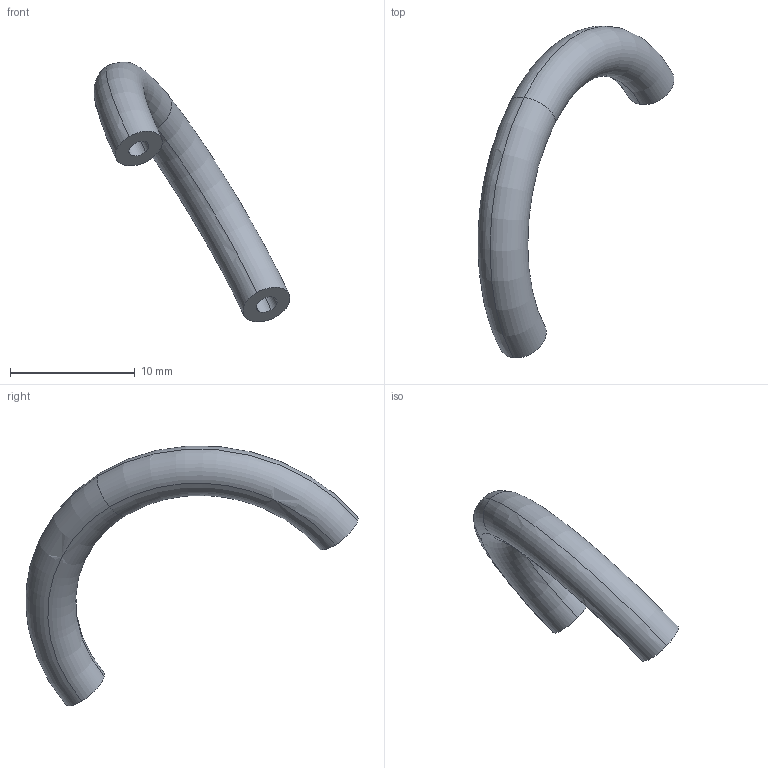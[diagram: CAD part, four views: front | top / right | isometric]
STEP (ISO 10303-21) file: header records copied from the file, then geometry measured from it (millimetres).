
FILE_DESCRIPTION(('produced by SPATIAL CORP'),'2;1');
FILE_NAME('Part31.hh.sat.stp', '2002-04-22T11:46:57+00:00',('SPATIAL CORP'),('SPATIAL CORP'), 'ACIS STEP Husk','http://www.spatial.com','SPATIAL CORP');
FILE_SCHEMA(('CONFIG_CONTROL_DESIGN'));
Length unit declared in the file: millimetre
Products named in the file (1): PRODUCT_ID_1
Bounding box: 15.73 x 26.65 x 20.86 mm (x, y, z)
Volume: 489.3 mm3; surface area: 593.2 mm2
Topology: 1 solids, 1 shells, 16 faces, 33 edges, 21 vertices
Faces by surface type: cylinder 6, torus 6, plane 4
Entity records: 452 total; most frequent: CARTESIAN_POINT 125, ORIENTED_EDGE 66, EDGE_CURVE 33, DIRECTION 28, VERTEX_POINT 21, EDGE_LOOP 18, FACE_BOUND 18, ADVANCED_FACE 16
